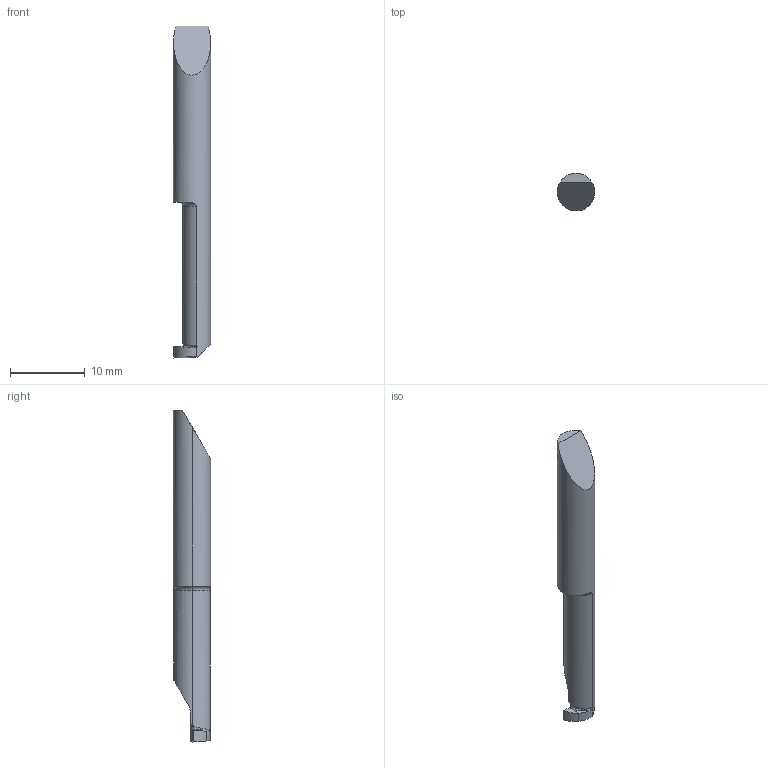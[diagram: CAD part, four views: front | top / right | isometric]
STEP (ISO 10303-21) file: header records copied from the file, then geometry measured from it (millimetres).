
FILE_DESCRIPTION(/* description */ (''),/* implementation_level */ '2;1');
FILE_NAME(/* name */ '1637739075310.stp',/* time_stamp */ '2021-11-24T13:01:39+06:00',/* author */ (''),/* organization */ ('SMS'),/* preprocessor_version */ 'ST-DEVELOPER v16.7',/* originating_system */ 'SIEMENS PLM Software NX 12.0',/* authorisation */ '');
FILE_SCHEMA (('AUTOMOTIVE_DESIGN { 1 0 10303 214 3 1 1 1 }'));
Length unit declared in the file: millimetre
Products named in the file (1): 203801349mod000_00
Bounding box: 5 x 5 x 44.5 mm (x, y, z)
Volume: 661.1 mm3; surface area: 645.8 mm2
Topology: 2 solids, 2 shells, 30 faces, 76 edges, 54 vertices
Faces by surface type: plane 13, cylinder 10, bspline 4, torus 3
Entity records: 1164 total; most frequent: CARTESIAN_POINT 453, ORIENTED_EDGE 150, DIRECTION 114, EDGE_CURVE 75, VERTEX_POINT 49, AXIS2_PLACEMENT_3D 44, ADVANCED_FACE 30, FACE_OUTER_BOUND 30
